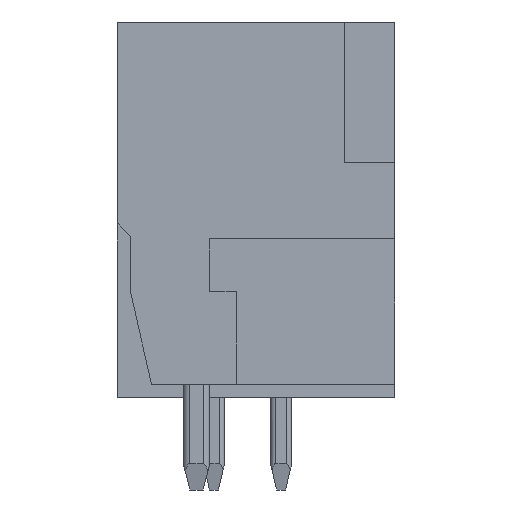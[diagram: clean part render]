
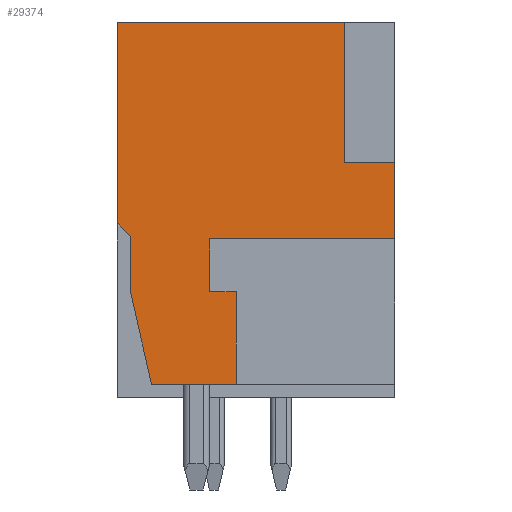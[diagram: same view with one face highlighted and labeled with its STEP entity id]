
A CAD part, front view. The second image highlights one B-rep face of the part: STEP entity #29374.
In plain terms, the highlighted planar face has unit normal (0, -1, 0).
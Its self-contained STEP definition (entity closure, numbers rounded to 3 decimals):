
#19=DIRECTION('',(1.,0.,0.));
#20=VECTOR('',#19,7.);
#21=CARTESIAN_POINT('',(-1.75,-60.93,-1.1));
#22=LINE('',#21,#20);
#546=DIRECTION('',(0.223,0.,-0.975));
#547=VECTOR('',#546,3.59);
#548=CARTESIAN_POINT('',(-4.75,-60.93,-3.1));
#549=LINE('',#548,#547);
#550=DIRECTION('',(0.,0.,1.));
#551=VECTOR('',#550,2.1);
#552=CARTESIAN_POINT('',(-4.75,-60.93,-3.1));
#553=LINE('',#552,#551);
#554=DIRECTION('',(0.707,0.,-0.707));
#555=VECTOR('',#554,0.707);
#556=CARTESIAN_POINT('',(-5.25,-60.93,-0.5));
#557=LINE('',#556,#555);
#558=DIRECTION('',(0.,0.,-1.));
#559=VECTOR('',#558,7.6);
#560=CARTESIAN_POINT('',(-5.25,-60.93,7.1));
#561=LINE('',#560,#559);
#562=DIRECTION('',(-1.,0.,0.));
#563=VECTOR('',#562,8.6);
#564=CARTESIAN_POINT('',(3.35,-60.93,7.1));
#565=LINE('',#564,#563);
#566=DIRECTION('',(0.,0.,-1.));
#567=VECTOR('',#566,5.3);
#568=CARTESIAN_POINT('',(3.35,-60.93,7.1));
#569=LINE('',#568,#567);
#570=DIRECTION('',(-1.,0.,0.));
#571=VECTOR('',#570,1.9);
#572=CARTESIAN_POINT('',(5.25,-60.93,1.8));
#573=LINE('',#572,#571);
#574=DIRECTION('',(0.,0.,1.));
#575=VECTOR('',#574,2.9);
#576=CARTESIAN_POINT('',(5.25,-60.93,-1.1));
#577=LINE('',#576,#575);
#578=DIRECTION('',(0.,0.,-1.));
#579=VECTOR('',#578,2.);
#580=CARTESIAN_POINT('',(-1.75,-60.93,-1.1));
#581=LINE('',#580,#579);
#582=DIRECTION('',(1.,0.,0.));
#583=VECTOR('',#582,1.);
#584=CARTESIAN_POINT('',(-1.75,-60.93,-3.1));
#585=LINE('',#584,#583);
#586=DIRECTION('',(0.,0.,1.));
#587=VECTOR('',#586,3.5);
#588=CARTESIAN_POINT('',(-0.75,-60.93,-6.6));
#589=LINE('',#588,#587);
#590=DIRECTION('',(1.,0.,0.));
#591=VECTOR('',#590,3.2);
#592=CARTESIAN_POINT('',(-3.95,-60.93,-6.6));
#593=LINE('',#592,#591);
#23007=CARTESIAN_POINT('',(-5.25,-60.93,7.1));
#23009=VERTEX_POINT('',#23007);
#23037=CARTESIAN_POINT('',(3.35,-60.93,7.1));
#23038=VERTEX_POINT('',#23037);
#23039=CARTESIAN_POINT('',(5.25,-60.93,1.8));
#23041=VERTEX_POINT('',#23039);
#23049=CARTESIAN_POINT('',(3.35,-60.93,1.8));
#23050=VERTEX_POINT('',#23049);
#23089=CARTESIAN_POINT('',(5.25,-60.93,-1.1));
#23090=VERTEX_POINT('',#23089);
#23095=CARTESIAN_POINT('',(-1.75,-60.93,-3.1));
#23096=CARTESIAN_POINT('',(-0.75,-60.93,-3.1));
#23097=VERTEX_POINT('',#23095);
#23098=VERTEX_POINT('',#23096);
#23101=CARTESIAN_POINT('',(-0.75,-60.93,-6.6));
#23102=VERTEX_POINT('',#23101);
#23103=CARTESIAN_POINT('',(-1.75,-60.93,-1.1));
#23104=VERTEX_POINT('',#23103);
#23107=CARTESIAN_POINT('',(-5.25,-60.93,-0.5));
#23108=CARTESIAN_POINT('',(-4.75,-60.93,-1.));
#23109=VERTEX_POINT('',#23107);
#23110=VERTEX_POINT('',#23108);
#23123=CARTESIAN_POINT('',(-4.75,-60.93,-3.1));
#23124=CARTESIAN_POINT('',(-3.95,-60.93,-6.6));
#23125=VERTEX_POINT('',#23123);
#23126=VERTEX_POINT('',#23124);
#29346=CARTESIAN_POINT('',(0.,-60.93,0.));
#29347=DIRECTION('',(0.,-1.,0.));
#29348=DIRECTION('',(1.,0.,0.));
#29349=AXIS2_PLACEMENT_3D('',#29346,#29347,#29348);
#29350=PLANE('',#29349);
#29352=ORIENTED_EDGE('',*,*,#29351,.F.);
#29354=ORIENTED_EDGE('',*,*,#29353,.T.);
#29356=ORIENTED_EDGE('',*,*,#29355,.F.);
#29358=ORIENTED_EDGE('',*,*,#29357,.F.);
#29360=ORIENTED_EDGE('',*,*,#29359,.F.);
#29362=ORIENTED_EDGE('',*,*,#29361,.T.);
#29364=ORIENTED_EDGE('',*,*,#29363,.F.);
#29366=ORIENTED_EDGE('',*,*,#29365,.F.);
#29367=ORIENTED_EDGE('',*,*,#28718,.F.);
#29368=ORIENTED_EDGE('',*,*,#28747,.T.);
#29369=ORIENTED_EDGE('',*,*,#29341,.T.);
#29370=ORIENTED_EDGE('',*,*,#29328,.F.);
#29371=ORIENTED_EDGE('',*,*,#28910,.F.);
#29372=EDGE_LOOP('',(#29352,#29354,#29356,#29358,#29360,#29362,#29364,#29366,
#29367,#29368,#29369,#29370,#29371));
#29373=FACE_OUTER_BOUND('',#29372,.F.);
#29374=ADVANCED_FACE('',(#29373),#29350,.T.);
#28718=EDGE_CURVE('',#23104,#23090,#22,.T.);
#28747=EDGE_CURVE('',#23104,#23097,#581,.T.);
#28910=EDGE_CURVE('',#23126,#23102,#593,.T.);
#29328=EDGE_CURVE('',#23102,#23098,#589,.T.);
#29341=EDGE_CURVE('',#23097,#23098,#585,.T.);
#29351=EDGE_CURVE('',#23125,#23126,#549,.T.);
#29353=EDGE_CURVE('',#23125,#23110,#553,.T.);
#29355=EDGE_CURVE('',#23109,#23110,#557,.T.);
#29357=EDGE_CURVE('',#23009,#23109,#561,.T.);
#29359=EDGE_CURVE('',#23038,#23009,#565,.T.);
#29361=EDGE_CURVE('',#23038,#23050,#569,.T.);
#29363=EDGE_CURVE('',#23041,#23050,#573,.T.);
#29365=EDGE_CURVE('',#23090,#23041,#577,.T.);
